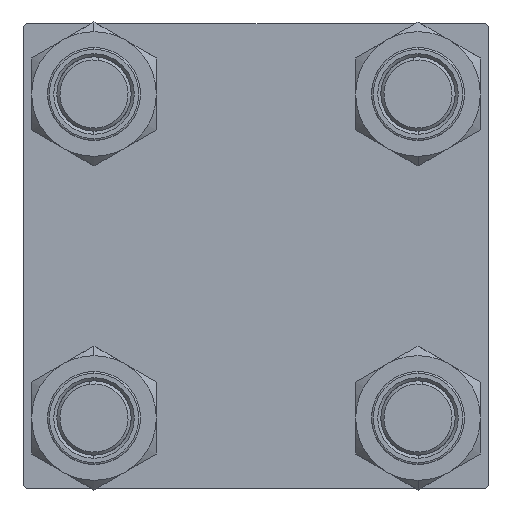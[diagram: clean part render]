
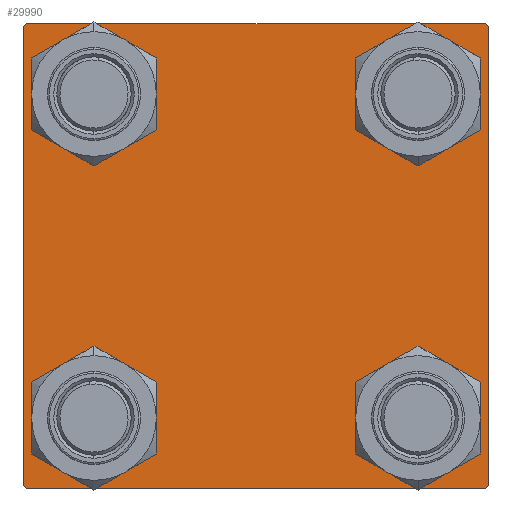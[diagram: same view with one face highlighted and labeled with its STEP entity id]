
A CAD part, left-side view. The second image highlights one B-rep face of the part: STEP entity #29990.
In plain terms, the highlighted planar face has unit normal (-1, 0, 0).
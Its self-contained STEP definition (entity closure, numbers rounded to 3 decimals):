
#40 = ORIENTED_EDGE ( 'NONE', *, *, #4320, .T. ) ;
#311 = EDGE_CURVE ( 'NONE', #34550, #48841, #7886, .T. ) ;
#386 = CARTESIAN_POINT ( 'NONE',  ( 0., 26.15, -26.15 ) ) ;
#523 = AXIS2_PLACEMENT_3D ( 'NONE', #30082, #15564, #7652 ) ;
#630 = EDGE_CURVE ( 'NONE', #11348, #2791, #48225, .T. ) ;
#757 = CARTESIAN_POINT ( 'NONE',  ( 0., -26.15, 26.15 ) ) ;
#993 = VERTEX_POINT ( 'NONE', #35980 ) ;
#1134 = LINE ( 'NONE', #43914, #6415 ) ;
#1858 = AXIS2_PLACEMENT_3D ( 'NONE', #46642, #42821, #42573 ) ;
#2107 = VERTEX_POINT ( 'NONE', #32647 ) ;
#2369 = EDGE_CURVE ( 'NONE', #2107, #27376, #25848, .T. ) ;
#2618 = CARTESIAN_POINT ( 'NONE',  ( 0., 37.5, -37.5 ) ) ;
#2791 = VERTEX_POINT ( 'NONE', #45872 ) ;
#3523 = CARTESIAN_POINT ( 'NONE',  ( 0., 26.15, 26.15 ) ) ;
#3615 = CARTESIAN_POINT ( 'NONE',  ( 0., -37.5, -37. ) ) ;
#3738 = CARTESIAN_POINT ( 'NONE',  ( 0., -37.25, -37.25 ) ) ;
#4320 = EDGE_CURVE ( 'NONE', #7591, #32665, #37527, .T. ) ;
#4326 = CARTESIAN_POINT ( 'NONE',  ( 0., 26.15, 26.15 ) ) ;
#5525 = EDGE_LOOP ( 'NONE', ( #38672, #20807 ) ) ;
#5581 = VERTEX_POINT ( 'NONE', #11488 ) ;
#5935 = EDGE_CURVE ( 'NONE', #11710, #19355, #1134, .T. ) ;
#6415 = VECTOR ( 'NONE', #40350, 1000. ) ;
#6574 = EDGE_CURVE ( 'NONE', #43628, #11348, #31850, .T. ) ;
#6861 = FACE_OUTER_BOUND ( 'NONE', #42860, .T. ) ;
#7591 = VERTEX_POINT ( 'NONE', #33669 ) ;
#7652 = DIRECTION ( 'NONE',  ( 0., 0., 1. ) ) ;
#7886 = CIRCLE ( 'NONE', #523, 6.5 ) ;
#8068 = ORIENTED_EDGE ( 'NONE', *, *, #27181, .T. ) ;
#8098 = CARTESIAN_POINT ( 'NONE',  ( 0., -37.5, 37. ) ) ;
#8311 = CARTESIAN_POINT ( 'NONE',  ( 0., -26.15, 19.65 ) ) ;
#8937 = ORIENTED_EDGE ( 'NONE', *, *, #2369, .T. ) ;
#9952 = CIRCLE ( 'NONE', #40842, 6.5 ) ;
#10094 = ORIENTED_EDGE ( 'NONE', *, *, #49749, .T. ) ;
#10838 = DIRECTION ( 'NONE',  ( 0., 0.707, 0.707 ) ) ;
#11035 = DIRECTION ( 'NONE',  ( 1., 0., 0. ) ) ;
#11159 = CARTESIAN_POINT ( 'NONE',  ( 0., 37.25, -37.25 ) ) ;
#11348 = VERTEX_POINT ( 'NONE', #48911 ) ;
#11406 = LINE ( 'NONE', #3738, #32996 ) ;
#11488 = CARTESIAN_POINT ( 'NONE',  ( 0., -26.15, 32.65 ) ) ;
#11710 = VERTEX_POINT ( 'NONE', #8098 ) ;
#13712 = VECTOR ( 'NONE', #45405, 1000. ) ;
#14062 = CIRCLE ( 'NONE', #1858, 6.5 ) ;
#14104 = AXIS2_PLACEMENT_3D ( 'NONE', #41749, #42500, #30806 ) ;
#14911 = LINE ( 'NONE', #39012, #21655 ) ;
#15026 = PLANE ( 'NONE',  #14104 ) ;
#15304 = AXIS2_PLACEMENT_3D ( 'NONE', #757, #32096, #16319 ) ;
#15446 = DIRECTION ( 'NONE',  ( 0., -1., 0. ) ) ;
#15471 = ORIENTED_EDGE ( 'NONE', *, *, #17347, .F. ) ;
#15486 = LINE ( 'NONE', #11159, #15958 ) ;
#15564 = DIRECTION ( 'NONE',  ( 1., 0., 0. ) ) ;
#15644 = ORIENTED_EDGE ( 'NONE', *, *, #39009, .T. ) ;
#15958 = VECTOR ( 'NONE', #26945, 1000. ) ;
#16290 = EDGE_LOOP ( 'NONE', ( #27129, #8937 ) ) ;
#16319 = DIRECTION ( 'NONE',  ( 0., 0., 1. ) ) ;
#16825 = EDGE_CURVE ( 'NONE', #48841, #34550, #9952, .T. ) ;
#17347 = EDGE_CURVE ( 'NONE', #43628, #39707, #38607, .T. ) ;
#17556 = DIRECTION ( 'NONE',  ( 0., 0., 1. ) ) ;
#17730 = CARTESIAN_POINT ( 'NONE',  ( 0., 26.15, -19.65 ) ) ;
#18697 = VECTOR ( 'NONE', #47360, 1000. ) ;
#18760 = VERTEX_POINT ( 'NONE', #8311 ) ;
#19088 = DIRECTION ( 'NONE',  ( 1., 0., 0. ) ) ;
#19354 = FACE_BOUND ( 'NONE', #24899, .T. ) ;
#19355 = VERTEX_POINT ( 'NONE', #3615 ) ;
#19431 = EDGE_CURVE ( 'NONE', #27376, #2107, #14062, .T. ) ;
#20153 = AXIS2_PLACEMENT_3D ( 'NONE', #386, #23826, #34794 ) ;
#20807 = ORIENTED_EDGE ( 'NONE', *, *, #16825, .T. ) ;
#20965 = EDGE_LOOP ( 'NONE', ( #48307, #10094 ) ) ;
#21655 = VECTOR ( 'NONE', #10838, 1000. ) ;
#21887 = DIRECTION ( 'NONE',  ( 1., 0., 0. ) ) ;
#22330 = CARTESIAN_POINT ( 'NONE',  ( 0., 37.5, 37.5 ) ) ;
#23395 = CIRCLE ( 'NONE', #15304, 6.5 ) ;
#23826 = DIRECTION ( 'NONE',  ( 1., 0., 0. ) ) ;
#24899 = EDGE_LOOP ( 'NONE', ( #28745, #41132 ) ) ;
#25603 = ORIENTED_EDGE ( 'NONE', *, *, #26712, .T. ) ;
#25848 = CIRCLE ( 'NONE', #20153, 6.5 ) ;
#26464 = DIRECTION ( 'NONE',  ( 0., 0., 1. ) ) ;
#26712 = EDGE_CURVE ( 'NONE', #11710, #39707, #14911, .T. ) ;
#26945 = DIRECTION ( 'NONE',  ( 0., -0.707, -0.707 ) ) ;
#27006 = ORIENTED_EDGE ( 'NONE', *, *, #6574, .T. ) ;
#27129 = ORIENTED_EDGE ( 'NONE', *, *, #19431, .T. ) ;
#27181 = EDGE_CURVE ( 'NONE', #2791, #7591, #15486, .T. ) ;
#27376 = VERTEX_POINT ( 'NONE', #17730 ) ;
#27520 = DIRECTION ( 'NONE',  ( 0., 0., 1. ) ) ;
#27531 = AXIS2_PLACEMENT_3D ( 'NONE', #3523, #19088, #26464 ) ;
#28218 = VECTOR ( 'NONE', #32477, 1000. ) ;
#28745 = ORIENTED_EDGE ( 'NONE', *, *, #44164, .T. ) ;
#29860 = VERTEX_POINT ( 'NONE', #39748 ) ;
#29990 = ADVANCED_FACE ( 'NONE', ( #19354, #30301, #31049, #33870, #6861 ), #15026, .T. ) ;
#30082 = CARTESIAN_POINT ( 'NONE',  ( 0., -26.15, -26.15 ) ) ;
#30129 = CARTESIAN_POINT ( 'NONE',  ( 0., -26.15, 26.15 ) ) ;
#30301 = FACE_BOUND ( 'NONE', #5525, .T. ) ;
#30497 = DIRECTION ( 'NONE',  ( 0., -0.707, 0.707 ) ) ;
#30806 = DIRECTION ( 'NONE',  ( 0., 0., 1. ) ) ;
#31049 = FACE_BOUND ( 'NONE', #16290, .T. ) ;
#31850 = LINE ( 'NONE', #43543, #18697 ) ;
#32096 = DIRECTION ( 'NONE',  ( 1., 0., 0. ) ) ;
#32477 = DIRECTION ( 'NONE',  ( 0., 0., -1. ) ) ;
#32647 = CARTESIAN_POINT ( 'NONE',  ( 0., 26.15, -32.65 ) ) ;
#32665 = VERTEX_POINT ( 'NONE', #42015 ) ;
#32996 = VECTOR ( 'NONE', #30497, 1000. ) ;
#33163 = CIRCLE ( 'NONE', #39670, 6.5 ) ;
#33669 = CARTESIAN_POINT ( 'NONE',  ( 0., 37., -37.5 ) ) ;
#33870 = FACE_BOUND ( 'NONE', #20965, .T. ) ;
#34550 = VERTEX_POINT ( 'NONE', #37714 ) ;
#34794 = DIRECTION ( 'NONE',  ( 0., 0., 1. ) ) ;
#35947 = VECTOR ( 'NONE', #15446, 1000. ) ;
#35980 = CARTESIAN_POINT ( 'NONE',  ( 0., 26.15, 32.65 ) ) ;
#36468 = CIRCLE ( 'NONE', #27531, 6.5 ) ;
#37527 = LINE ( 'NONE', #2618, #13712 ) ;
#37714 = CARTESIAN_POINT ( 'NONE',  ( 0., -26.15, -19.65 ) ) ;
#38607 = LINE ( 'NONE', #22330, #35947 ) ;
#38672 = ORIENTED_EDGE ( 'NONE', *, *, #311, .T. ) ;
#38878 = CIRCLE ( 'NONE', #41301, 6.5 ) ;
#39009 = EDGE_CURVE ( 'NONE', #32665, #19355, #11406, .T. ) ;
#39012 = CARTESIAN_POINT ( 'NONE',  ( 0., -37.25, 37.25 ) ) ;
#39079 = ORIENTED_EDGE ( 'NONE', *, *, #5935, .F. ) ;
#39670 = AXIS2_PLACEMENT_3D ( 'NONE', #30129, #11035, #46161 ) ;
#39707 = VERTEX_POINT ( 'NONE', #47335 ) ;
#39748 = CARTESIAN_POINT ( 'NONE',  ( 0., 26.15, 19.65 ) ) ;
#40350 = DIRECTION ( 'NONE',  ( 0., 0., -1. ) ) ;
#40842 = AXIS2_PLACEMENT_3D ( 'NONE', #45037, #21887, #17556 ) ;
#41132 = ORIENTED_EDGE ( 'NONE', *, *, #47676, .T. ) ;
#41301 = AXIS2_PLACEMENT_3D ( 'NONE', #4326, #42788, #27520 ) ;
#41749 = CARTESIAN_POINT ( 'NONE',  ( 0., 0., 0. ) ) ;
#42015 = CARTESIAN_POINT ( 'NONE',  ( 0., -37., -37.5 ) ) ;
#42500 = DIRECTION ( 'NONE',  ( -1., 0., 0. ) ) ;
#42573 = DIRECTION ( 'NONE',  ( 0., 0., 1. ) ) ;
#42788 = DIRECTION ( 'NONE',  ( 1., 0., 0. ) ) ;
#42821 = DIRECTION ( 'NONE',  ( 1., 0., 0. ) ) ;
#42860 = EDGE_LOOP ( 'NONE', ( #46516, #8068, #40, #15644, #39079, #25603, #15471, #27006 ) ) ;
#43543 = CARTESIAN_POINT ( 'NONE',  ( 0., 37.25, 37.25 ) ) ;
#43628 = VERTEX_POINT ( 'NONE', #45673 ) ;
#43914 = CARTESIAN_POINT ( 'NONE',  ( 0., -37.5, 37.5 ) ) ;
#43917 = CARTESIAN_POINT ( 'NONE',  ( 0., 37.5, 37.5 ) ) ;
#43947 = EDGE_CURVE ( 'NONE', #993, #29860, #38878, .T. ) ;
#44082 = CARTESIAN_POINT ( 'NONE',  ( 0., -26.15, -32.65 ) ) ;
#44164 = EDGE_CURVE ( 'NONE', #5581, #18760, #23395, .T. ) ;
#45037 = CARTESIAN_POINT ( 'NONE',  ( 0., -26.15, -26.15 ) ) ;
#45405 = DIRECTION ( 'NONE',  ( 0., -1., 0. ) ) ;
#45673 = CARTESIAN_POINT ( 'NONE',  ( 0., 37., 37.5 ) ) ;
#45872 = CARTESIAN_POINT ( 'NONE',  ( 0., 37.5, -37. ) ) ;
#46161 = DIRECTION ( 'NONE',  ( 0., 0., 1. ) ) ;
#46516 = ORIENTED_EDGE ( 'NONE', *, *, #630, .T. ) ;
#46642 = CARTESIAN_POINT ( 'NONE',  ( 0., 26.15, -26.15 ) ) ;
#47335 = CARTESIAN_POINT ( 'NONE',  ( 0., -37., 37.5 ) ) ;
#47360 = DIRECTION ( 'NONE',  ( 0., 0.707, -0.707 ) ) ;
#47676 = EDGE_CURVE ( 'NONE', #18760, #5581, #33163, .T. ) ;
#48225 = LINE ( 'NONE', #43917, #28218 ) ;
#48307 = ORIENTED_EDGE ( 'NONE', *, *, #43947, .T. ) ;
#48841 = VERTEX_POINT ( 'NONE', #44082 ) ;
#48911 = CARTESIAN_POINT ( 'NONE',  ( 0., 37.5, 37. ) ) ;
#49749 = EDGE_CURVE ( 'NONE', #29860, #993, #36468, .T. ) ;
